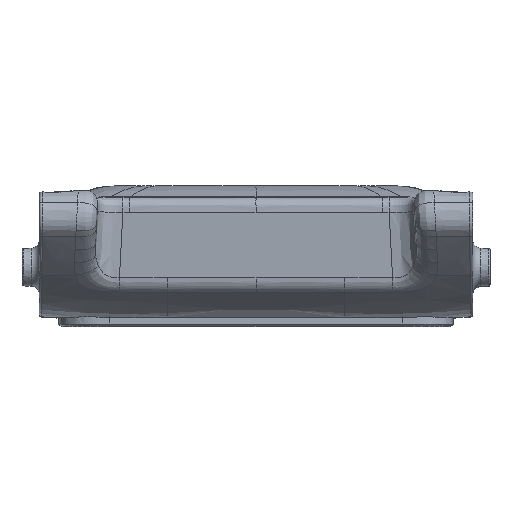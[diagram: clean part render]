
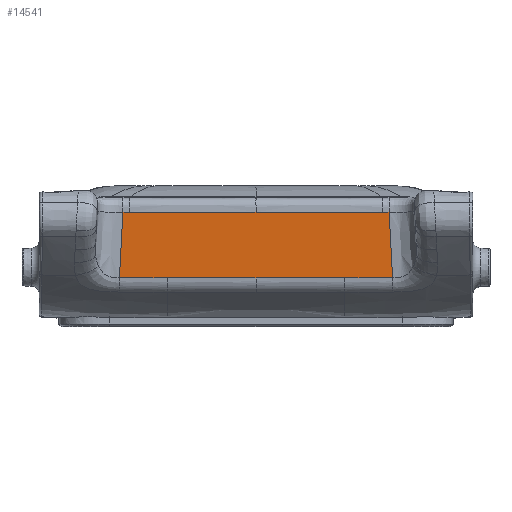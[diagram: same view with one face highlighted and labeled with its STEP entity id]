
A CAD part, top view. The second image highlights one B-rep face of the part: STEP entity #14541.
In plain terms, the highlighted planar face has unit normal (0, -0.052, 0.999).
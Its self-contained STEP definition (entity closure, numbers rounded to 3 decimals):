
#2611=CARTESIAN_POINT('',(0.,1.702,19.534));
#2613=DIRECTION('',(1.,0.,0.));
#2614=VECTOR('',#2613,8.8);
#2615=CARTESIAN_POINT('',(-8.8,6.273,19.773));
#2616=LINE('',#2615,#2614);
#2617=DIRECTION('',(-1.,0.,0.));
#2618=VECTOR('',#2617,8.8);
#2619=CARTESIAN_POINT('',(8.8,6.273,19.773));
#2620=LINE('',#2619,#2618);
#2621=DIRECTION('',(-1.,0.,0.));
#2622=VECTOR('',#2621,0.486);
#2623=CARTESIAN_POINT('',(9.286,6.273,19.773));
#2624=LINE('',#2623,#2622);
#2625=DIRECTION('',(0.052,-0.997,-0.052));
#2626=VECTOR('',#2625,4.583);
#2627=CARTESIAN_POINT('',(9.286,6.273,19.773));
#2628=LINE('',#2627,#2626);
#2629=DIRECTION('',(1.,0.,0.));
#2630=VECTOR('',#2629,3.331);
#2631=CARTESIAN_POINT('',(6.194,1.702,19.534));
#2632=LINE('',#2631,#2630);
#2633=DIRECTION('',(1.,0.,0.));
#2634=VECTOR('',#2633,6.194);
#2635=CARTESIAN_POINT('',(0.,1.702,19.534));
#2636=LINE('',#2635,#2634);
#2637=DIRECTION('',(-1.,0.,0.));
#2638=VECTOR('',#2637,6.194);
#2639=CARTESIAN_POINT('',(0.,1.702,19.534));
#2640=LINE('',#2639,#2638);
#2641=DIRECTION('',(-1.,0.,0.));
#2642=VECTOR('',#2641,3.331);
#2643=CARTESIAN_POINT('',(-6.194,1.702,19.534));
#2644=LINE('',#2643,#2642);
#2645=DIRECTION('',(-0.052,-0.997,-0.052));
#2646=VECTOR('',#2645,4.583);
#2647=CARTESIAN_POINT('',(-9.286,6.273,19.773));
#2648=LINE('',#2647,#2646);
#2649=DIRECTION('',(1.,0.,0.));
#2650=VECTOR('',#2649,0.486);
#2651=CARTESIAN_POINT('',(-9.286,6.273,19.773));
#2652=LINE('',#2651,#2650);
#8656=CARTESIAN_POINT('',(9.286,6.273,19.773));
#8657=CARTESIAN_POINT('',(9.526,1.702,19.534));
#8658=VERTEX_POINT('',#8656);
#8659=VERTEX_POINT('',#8657);
#8665=CARTESIAN_POINT('',(8.8,6.273,19.773));
#8666=VERTEX_POINT('',#8665);
#8667=CARTESIAN_POINT('',(6.194,1.702,19.534));
#8668=VERTEX_POINT('',#8667);
#8684=CARTESIAN_POINT('',(-9.286,6.273,19.773));
#8685=CARTESIAN_POINT('',(-9.526,1.702,19.534));
#8686=VERTEX_POINT('',#8684);
#8687=VERTEX_POINT('',#8685);
#8693=CARTESIAN_POINT('',(-8.8,6.273,19.773));
#8694=VERTEX_POINT('',#8693);
#8695=CARTESIAN_POINT('',(-6.194,1.702,19.534));
#8696=VERTEX_POINT('',#8695);
#8707=VERTEX_POINT('',#2611);
#8708=CARTESIAN_POINT('',(0.,6.273,19.773));
#8709=VERTEX_POINT('',#8708);
#14516=CARTESIAN_POINT('',(0.,-1.665,19.357));
#14517=DIRECTION('',(0.,-0.052,0.999));
#14518=DIRECTION('',(0.,0.999,0.052));
#14519=AXIS2_PLACEMENT_3D('',#14516,#14517,#14518);
#14520=PLANE('',#14519);
#14522=ORIENTED_EDGE('',*,*,#14521,.T.);
#14524=ORIENTED_EDGE('',*,*,#14523,.F.);
#14526=ORIENTED_EDGE('',*,*,#14525,.F.);
#14528=ORIENTED_EDGE('',*,*,#14527,.T.);
#14530=ORIENTED_EDGE('',*,*,#14529,.F.);
#14531=ORIENTED_EDGE('',*,*,#14508,.F.);
#14532=ORIENTED_EDGE('',*,*,#14469,.T.);
#14534=ORIENTED_EDGE('',*,*,#14533,.T.);
#14536=ORIENTED_EDGE('',*,*,#14535,.F.);
#14538=ORIENTED_EDGE('',*,*,#14537,.T.);
#14539=EDGE_LOOP('',(#14522,#14524,#14526,#14528,#14530,#14531,#14532,#14534,
#14536,#14538));
#14540=FACE_OUTER_BOUND('',#14539,.F.);
#14541=ADVANCED_FACE('',(#14540),#14520,.T.);
#14469=EDGE_CURVE('',#8707,#8696,#2640,.T.);
#14508=EDGE_CURVE('',#8707,#8668,#2636,.T.);
#14521=EDGE_CURVE('',#8694,#8709,#2616,.T.);
#14523=EDGE_CURVE('',#8666,#8709,#2620,.T.);
#14525=EDGE_CURVE('',#8658,#8666,#2624,.T.);
#14527=EDGE_CURVE('',#8658,#8659,#2628,.T.);
#14529=EDGE_CURVE('',#8668,#8659,#2632,.T.);
#14533=EDGE_CURVE('',#8696,#8687,#2644,.T.);
#14535=EDGE_CURVE('',#8686,#8687,#2648,.T.);
#14537=EDGE_CURVE('',#8686,#8694,#2652,.T.);
